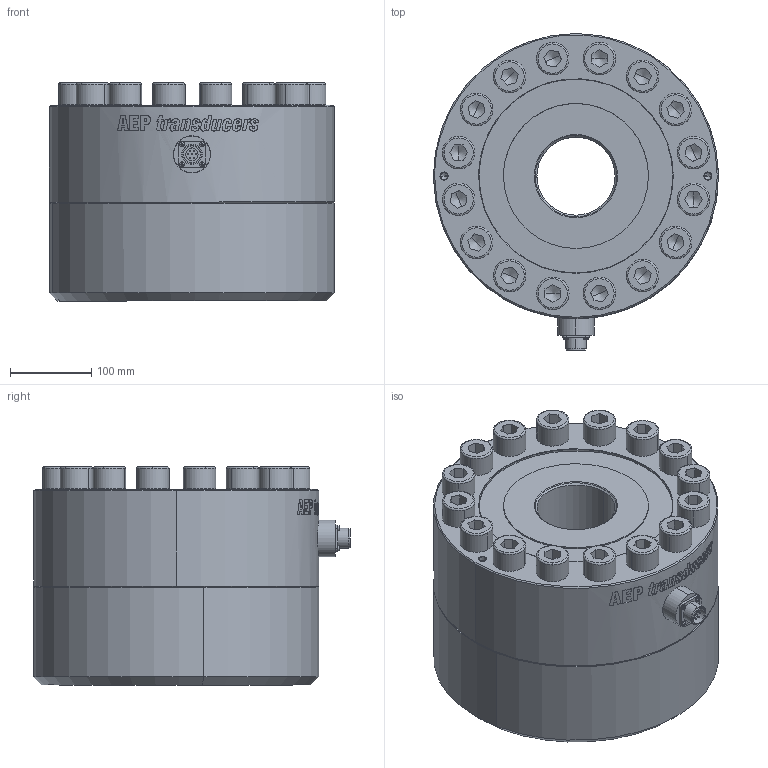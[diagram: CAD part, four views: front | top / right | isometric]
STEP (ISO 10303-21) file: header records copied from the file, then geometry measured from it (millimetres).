
FILE_DESCRIPTION(('STEP AP214'),'1');
FILE_NAME('NEW TC4 3MN with base.stp','2015-10-01T12:39:21',(' '),(' '),'Spatial InterOp 3D',' ',' ');
FILE_SCHEMA(('automotive_design'));
Length unit declared in the file: millimetre
Products named in the file (25): NEW TC4 3MN with base; Base plate; TC4 3MN body; Box; Serie; M3 UNI 7687; Screws; MIL-C-5015 7 poles connector; Serie2; Screw M27×160; Screw M27×1602; Screw M27×1603; Screw M27×1604; Screw M27×1605; Screw M27×1606; Screw M27×1607; Screw M27×1608; Screw M27×1609; Screw M27×16010; Screw M27×16011; Screw M27×16012; Screw M27×16013; Screw M27×16014; Screw M27×16015; Screw M27×16016
Assembly tree (26 placements, depth 4):
  NEW TC4 3MN with base
    Base plate
    TC4 3MN body
    Box
    Screws
      Serie  x2
        M3 UNI 7687
    MIL-C-5015 7 poles connector
    Serie2
      Screw M27×160
      Screw M27×1602
      Screw M27×1603
      Screw M27×1604
      Screw M27×1605
      Screw M27×1606
      Screw M27×1607
      Screw M27×1608
      Screw M27×1609
      Screw M27×16010
      Screw M27×16011
      Screw M27×16012
      Screw M27×16013
      Screw M27×16014
      Screw M27×16015
      Screw M27×16016
Bounding box: 350.1 x 389.04 x 267.8 mm (x, y, z)
Volume: 21364569.3 mm3; surface area: 1343450.4 mm2
Topology: 24 solids, 46 shells, 1079 faces, 2805 edges, 1819 vertices
Faces by surface type: plane 356, cylinder 304, cone 226, bspline 97, torus 88, sphere 8
Entity records: 39371 total; most frequent: CARTESIAN_POINT 10124, DIRECTION 4572, ORIENTED_EDGE 4328, EDGE_CURVE 2212, AXIS2_PLACEMENT_3D 1860, VERTEX_POINT 1489, EDGE_LOOP 1061, STYLED_ITEM 928
